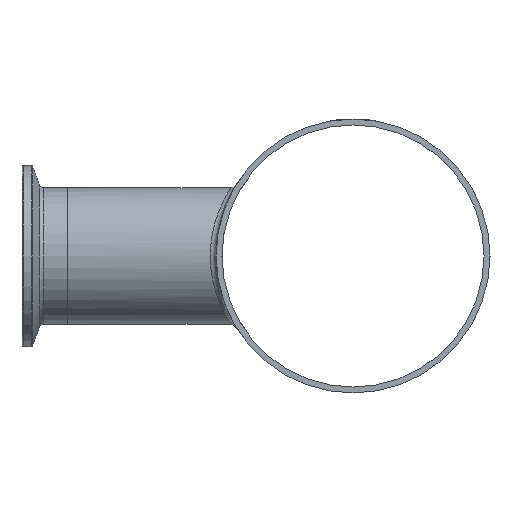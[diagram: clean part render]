
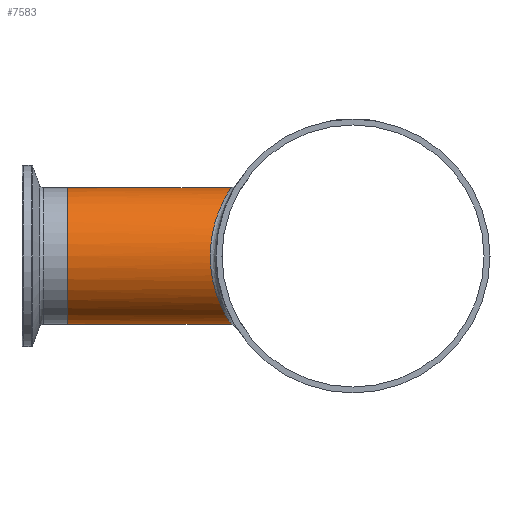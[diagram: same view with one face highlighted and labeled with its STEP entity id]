
A CAD part, left-side view. The second image highlights one B-rep face of the part: STEP entity #7583.
In plain terms, the highlighted cylindrical face has radius 19.05 mm (diameter 38.1 mm), a full revolution.
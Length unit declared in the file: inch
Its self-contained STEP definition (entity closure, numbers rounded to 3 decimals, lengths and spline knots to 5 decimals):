
#163=FACE_BOUND('',#1423,.T.);
#949=FACE_OUTER_BOUND('',#1422,.T.);
#1422=EDGE_LOOP('',(#7047));
#1423=EDGE_LOOP('',(#7048));
#2636=CIRCLE('',#8053,0.75);
#2992=B_SPLINE_CURVE_WITH_KNOTS('',3,(#16352,#16353,#16354,#16355,#16356,
#16357,#16358,#16359,#16360,#16361,#16362,#16363,#16364,#16365,#16366,#16367,
#16368,#16369,#16370,#16371,#16372,#16373,#16374,#16375,#16376),
 .UNSPECIFIED.,.T.,.F.,(4,1,1,1,1,1,1,1,1,1,1,1,1,1,1,1,1,1,1,3,4),(0.00001,
0.41844,0.83687,1.67375,2.23166,2.78958,
3.34749,4.46332,5.02124,5.57915,6.13707,
6.69499,6.97394,7.2529,8.36873,9.2056,
10.04248,10.87935,11.29779,11.71622,11.71623),
 .UNSPECIFIED.);
#3735=VERTEX_POINT('',#16238);
#3736=VERTEX_POINT('',#16350);
#4842=EDGE_CURVE('',#3735,#3735,#2636,.T.);
#4844=EDGE_CURVE('',#3736,#3736,#2992,.T.);
#7047=ORIENTED_EDGE('',*,*,#4842,.T.);
#7048=ORIENTED_EDGE('',*,*,#4844,.F.);
#7103=CYLINDRICAL_SURFACE('',#8055,0.75);
#7583=ADVANCED_FACE('',(#949,#163),#7103,.T.);
#8053=AXIS2_PLACEMENT_3D('',#16239,#9515,#9516);
#8055=AXIS2_PLACEMENT_3D('',#16377,#9519,#9520);
#9515=DIRECTION('center_axis',(0.,-1.,0.));
#9516=DIRECTION('ref_axis',(1.,0.,0.));
#9519=DIRECTION('center_axis',(0.,-1.,0.));
#9520=DIRECTION('ref_axis',(1.,0.,0.));
#16238=CARTESIAN_POINT('',(-0.75,3.125,0.));
#16239=CARTESIAN_POINT('Origin',(0.,3.125,0.));
#16350=CARTESIAN_POINT('',(0.,1.33463,0.75));
#16352=CARTESIAN_POINT('Ctrl Pts',(0.,1.33463,
0.75));
#16353=CARTESIAN_POINT('Ctrl Pts',(-0.05717,1.33463,0.75));
#16354=CARTESIAN_POINT('Ctrl Pts',(-0.17154,1.34347,0.73682));
#16355=CARTESIAN_POINT('Ctrl Pts',(-0.3846,1.391,
0.66066));
#16356=CARTESIAN_POINT('Ctrl Pts',(-0.57422,1.46945,
0.50886));
#16357=CARTESIAN_POINT('Ctrl Pts',(-0.70695,1.53818,
0.2825));
#16358=CARTESIAN_POINT('Ctrl Pts',(-0.75964,1.56789,
0.05854));
#16359=CARTESIAN_POINT('Ctrl Pts',(-0.73566,1.55463,
-0.25094));
#16360=CARTESIAN_POINT('Ctrl Pts',(-0.5783,1.4672,
-0.51639));
#16361=CARTESIAN_POINT('Ctrl Pts',(-0.33392,1.37731,-0.68369));
#16362=CARTESIAN_POINT('Ctrl Pts',(-0.11628,1.33293,
-0.75291));
#16363=CARTESIAN_POINT('Ctrl Pts',(0.11631,1.33275,-0.75276));
#16364=CARTESIAN_POINT('Ctrl Pts',(0.29758,1.37003,-0.69549));
#16365=CARTESIAN_POINT('Ctrl Pts',(0.42561,1.41096,-0.62076));
#16366=CARTESIAN_POINT('Ctrl Pts',(0.59772,1.4781,-0.48356));
#16367=CARTESIAN_POINT('Ctrl Pts',(0.75601,1.56598,-0.21742));
#16368=CARTESIAN_POINT('Ctrl Pts',(0.75624,1.56575,0.17777));
#16369=CARTESIAN_POINT('Ctrl Pts',(0.60306,1.4815,0.48566));
#16370=CARTESIAN_POINT('Ctrl Pts',(0.38473,1.39102,0.66061));
#16371=CARTESIAN_POINT('Ctrl Pts',(0.17149,1.34347,0.73683));
#16372=CARTESIAN_POINT('Ctrl Pts',(0.05717,1.33463,
0.75));
#16373=CARTESIAN_POINT('Ctrl Pts',(0.,1.33463,
0.75));
#16374=CARTESIAN_POINT('Ctrl Pts',(0.,1.33463,
0.75));
#16375=CARTESIAN_POINT('Ctrl Pts',(0.,1.33463,
0.75));
#16376=CARTESIAN_POINT('Ctrl Pts',(0.,1.33463,
0.75));
#16377=CARTESIAN_POINT('Origin',(0.,3.125,0.));
